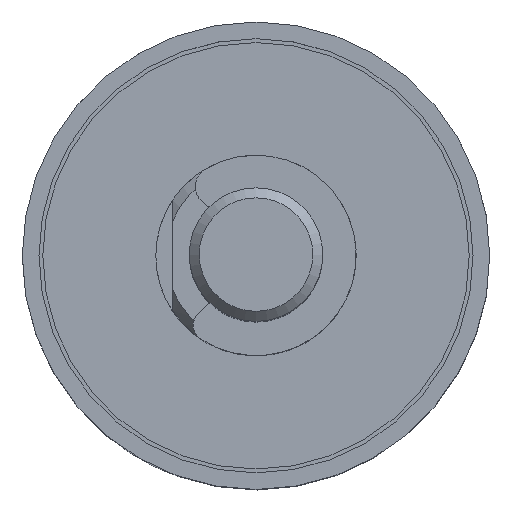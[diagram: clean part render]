
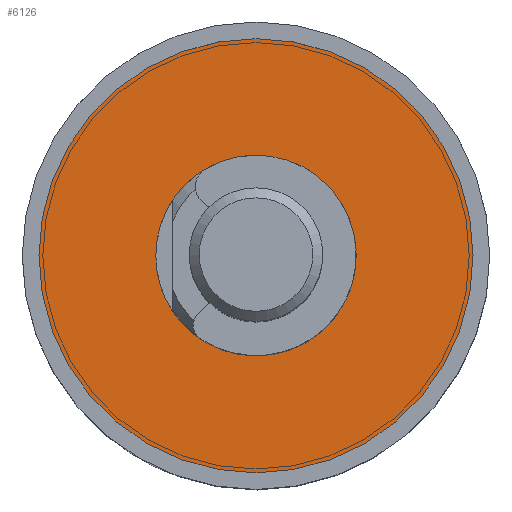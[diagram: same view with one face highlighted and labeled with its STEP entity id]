
A CAD part, top view. The second image highlights one B-rep face of the part: STEP entity #6126.
In plain terms, the highlighted planar face has unit normal (0, 0, 1).
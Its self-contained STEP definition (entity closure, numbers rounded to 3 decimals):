
#6 = CARTESIAN_POINT ( 'NONE',  ( 3., 0., 0.5 ) ) ;
#37 = VERTEX_POINT ( 'NONE', #6019 ) ;
#161 = ORIENTED_EDGE ( 'NONE', *, *, #6421, .T. ) ;
#638 = VERTEX_POINT ( 'NONE', #7325 ) ;
#1469 = EDGE_LOOP ( 'NONE', ( #3580 ) ) ;
#1585 = DIRECTION ( 'NONE',  ( 0., 0., -1. ) ) ;
#1864 = PLANE ( 'NONE',  #3106 ) ;
#2205 = DIRECTION ( 'NONE',  ( 1., 0., 0. ) ) ;
#2509 = DIRECTION ( 'NONE',  ( 0., 0., 1. ) ) ;
#2724 = AXIS2_PLACEMENT_3D ( 'NONE', #7962, #3936, #2205 ) ;
#3106 = AXIS2_PLACEMENT_3D ( 'NONE', #6, #2509, #3790 ) ;
#3366 = CIRCLE ( 'NONE', #5569, 3. ) ;
#3418 = DIRECTION ( 'NONE',  ( -1., 0., 0. ) ) ;
#3559 = EDGE_LOOP ( 'NONE', ( #161 ) ) ;
#3580 = ORIENTED_EDGE ( 'NONE', *, *, #7709, .T. ) ;
#3790 = DIRECTION ( 'NONE',  ( 1., 0., 0. ) ) ;
#3936 = DIRECTION ( 'NONE',  ( 0., 0., 1. ) ) ;
#4373 = CIRCLE ( 'NONE', #2724, 6.5 ) ;
#4672 = CARTESIAN_POINT ( 'NONE',  ( 0., 0., 0.5 ) ) ;
#5569 = AXIS2_PLACEMENT_3D ( 'NONE', #4672, #1585, #3418 ) ;
#6019 = CARTESIAN_POINT ( 'NONE',  ( -3., 0., 0.5 ) ) ;
#6126 = ADVANCED_FACE ( 'NONE', ( #6568, #7289 ), #1864, .T. ) ;
#6421 = EDGE_CURVE ( 'NONE', #37, #37, #3366, .T. ) ;
#6568 = FACE_BOUND ( 'NONE', #3559, .T. ) ;
#7289 = FACE_OUTER_BOUND ( 'NONE', #1469, .T. ) ;
#7325 = CARTESIAN_POINT ( 'NONE',  ( 6.5, 0., 0.5 ) ) ;
#7709 = EDGE_CURVE ( 'NONE', #638, #638, #4373, .T. ) ;
#7962 = CARTESIAN_POINT ( 'NONE',  ( 0., 0., 0.5 ) ) ;
